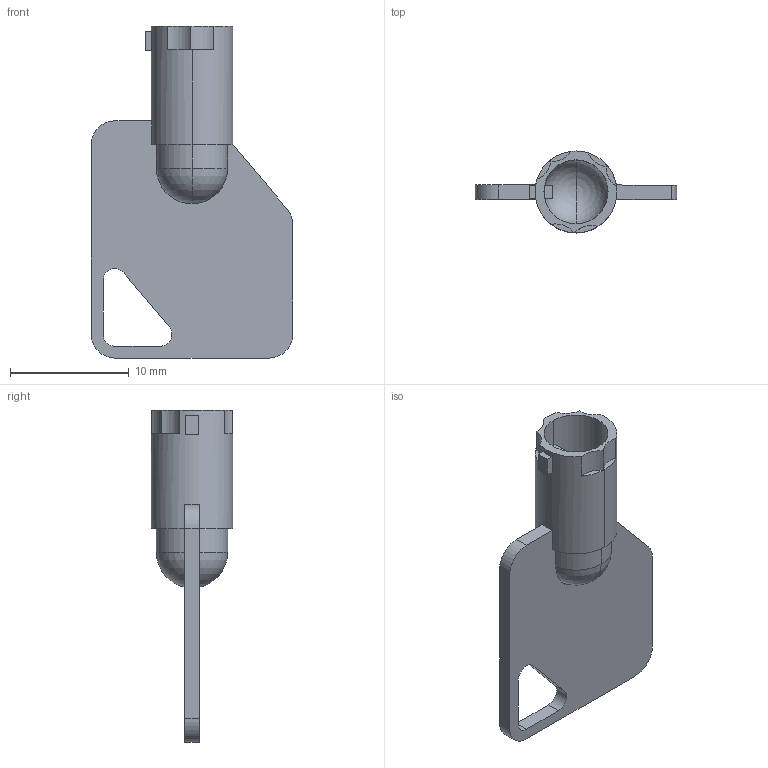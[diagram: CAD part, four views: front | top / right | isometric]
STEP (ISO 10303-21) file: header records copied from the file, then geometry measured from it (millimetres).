
FILE_DESCRIPTION(('STEP AP242'),'1');
FILE_NAME('key_xcsz25.stp','2021-04-21T09:13:25',('TraceParts'),('TraceParts S.A.'),'Spatial InterOp 3D',' ',' ');
FILE_SCHEMA(('AP242_MANAGED_MODEL_BASED_3D_ENGINEERING_MIM_LF {1 0 10303 442 1 1 4}'));
Length unit declared in the file: millimetre
Products named in the file (1): key_xcsz25
Bounding box: 17 x 6.9 x 28 mm (x, y, z)
Volume: 467.5 mm3; surface area: 1203.1 mm2
Topology: 1 solids, 1 shells, 56 faces, 154 edges, 97 vertices
Faces by surface type: plane 31, cylinder 21, sphere 4
Entity records: 1789 total; most frequent: DIRECTION 328, CARTESIAN_POINT 304, ORIENTED_EDGE 300, EDGE_CURVE 150, AXIS2_PLACEMENT_3D 121, VERTEX_POINT 97, LINE 86, VECTOR 86
